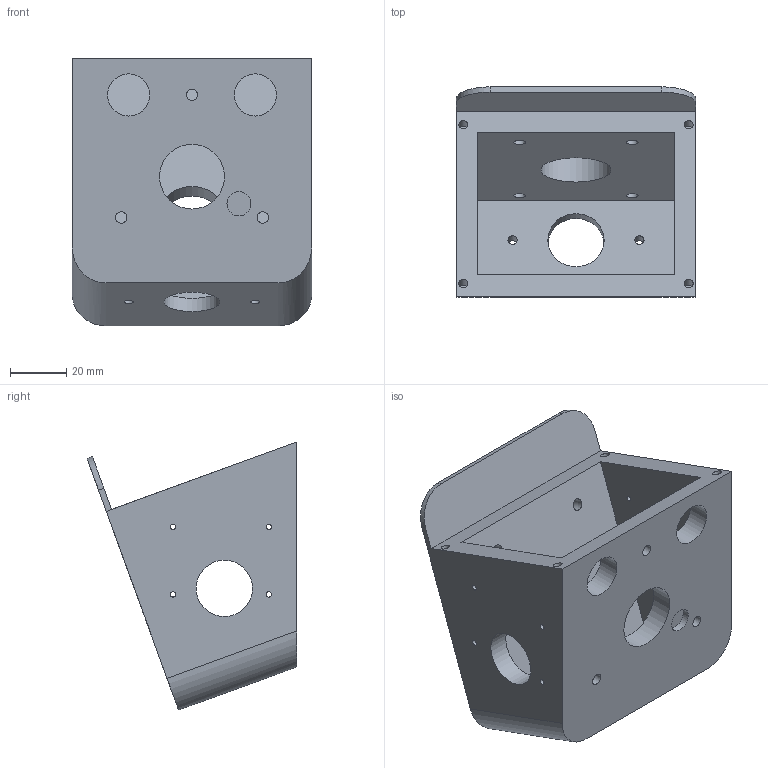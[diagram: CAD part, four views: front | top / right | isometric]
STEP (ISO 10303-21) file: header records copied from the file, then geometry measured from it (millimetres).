
FILE_DESCRIPTION(('FreeCAD Model'),'2;1');
FILE_NAME('body.step', '2024-09-13T03:15:04',('Author'),(''), 'Open CASCADE STEP processor 7.3','FreeCAD','Unknown');
FILE_SCHEMA(('AUTOMOTIVE_DESIGN { 1 0 10303 214 1 1 1 1 }'));
Length unit declared in the file: millimetre
Products named in the file (1): body_v2_001
Bounding box: 85 x 74.5 x 95.1 mm (x, y, z)
Volume: 154007.3 mm3; surface area: 48919.8 mm2
Topology: 1 solids, 1 shells, 54 faces, 134 edges, 88 vertices
Faces by surface type: cylinder 33, plane 21
Full cylindrical faces by diameter (mm): 1.9 x8, 3.2 x4, 3.3 x2, 4.05 x3, 4.1 x4, 8.5 x1, 15 x2, 20 x3, 23 x1, 25 x1
Entity records: 3617 total; most frequent: CARTESIAN_POINT 789, DIRECTION 538, ORIENTED_EDGE 268, LINE 268, VECTOR 268, PCURVE 268, DEFINITIONAL_REPRESENTATION 268, EDGE_CURVE 134
